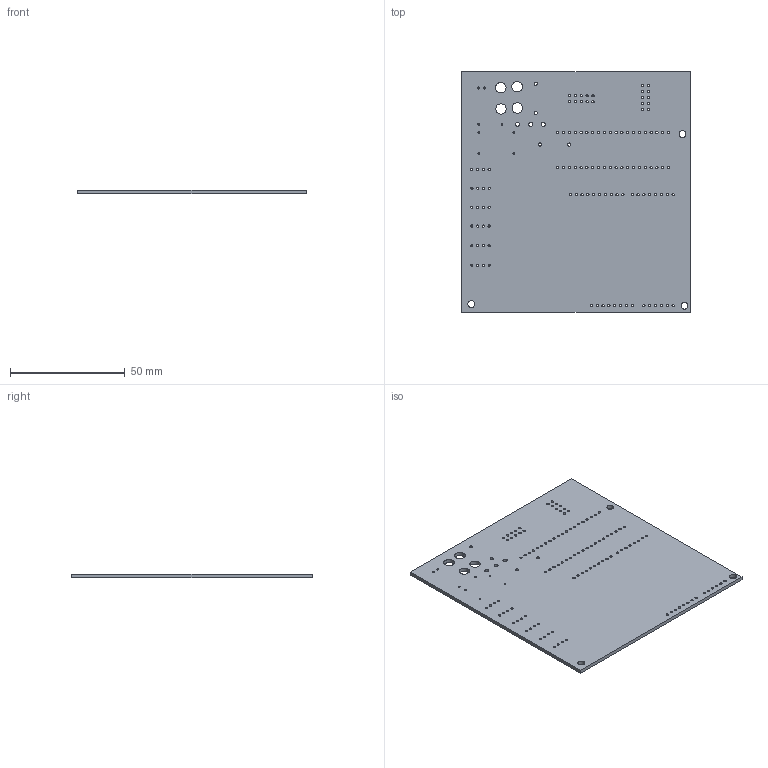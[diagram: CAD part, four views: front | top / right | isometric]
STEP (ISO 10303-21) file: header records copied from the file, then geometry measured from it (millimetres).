
FILE_DESCRIPTION(('KiCad electronic assembly'),'2;1');
FILE_NAME('Placa conjunta.step','2023-08-02T00:47:35',('Pcbnew'),( 'Kicad'),'Open CASCADE STEP processor 7.6','KiCad to STEP converter' ,'Unknown');
FILE_SCHEMA(('AUTOMOTIVE_DESIGN { 1 0 10303 214 1 1 1 1 }'));
Length unit declared in the file: millimetre
Products named in the file (2): Placa conjunta 1; _autosave-Placa conjunta PCB
Assembly tree (1 placements, depth 2):
  Placa conjunta 1
    _autosave-Placa conjunta PCB
Bounding box: 99.47 x 104.75 x 1.6 mm (x, y, z)
Volume: 16360 mm3; surface area: 21905.5 mm2
Topology: 1 solids, 1 shells, 144 faces, 426 edges, 284 vertices
Faces by surface type: cylinder 138, plane 6
Full cylindrical faces by diameter (mm): 0.762 x4, 0.8 x2, 0.9 x2, 0.95 x24, 1 x92, 1.4 x4, 1.8 x3, 3 x3, 4.572 x4
Entity records: 11951 total; most frequent: CARTESIAN_POINT 3364, DIRECTION 1570, ORIENTED_EDGE 852, PCURVE 852, DEFINITIONAL_REPRESENTATION 852, LINE 726, VECTOR 726, EDGE_CURVE 426
